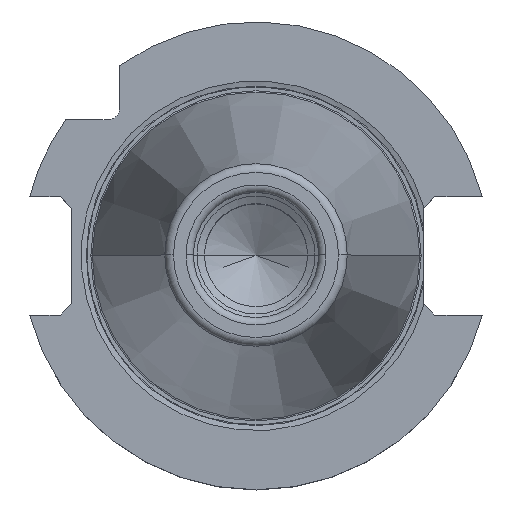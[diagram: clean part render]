
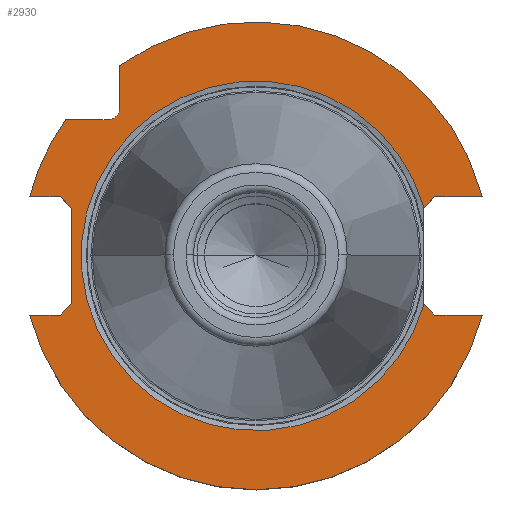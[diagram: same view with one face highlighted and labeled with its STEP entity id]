
A CAD part, top view. The second image highlights one B-rep face of the part: STEP entity #2930.
In plain terms, the highlighted planar face has unit normal (0, 0, 1).
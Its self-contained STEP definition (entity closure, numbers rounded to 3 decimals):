
#264=CARTESIAN_POINT('',(0.,0.,-3.2));
#265=DIRECTION('',(0.,0.,1.));
#266=DIRECTION('',(-0.813,0.582,0.));
#267=AXIS2_PLACEMENT_3D('',#264,#265,#266);
#280=CARTESIAN_POINT('',(0.,0.,-3.2));
#281=DIRECTION('',(0.,0.,1.));
#282=DIRECTION('',(-0.967,-0.253,0.));
#283=AXIS2_PLACEMENT_3D('',#280,#281,#282);
#296=CARTESIAN_POINT('',(0.,0.,-3.2));
#297=DIRECTION('',(0.,0.,1.));
#298=DIRECTION('',(0.967,0.253,0.));
#299=AXIS2_PLACEMENT_3D('',#296,#297,#298);
#852=CARTESIAN_POINT('',(-20.1,20.1,-3.2));
#853=DIRECTION('',(0.,0.,-1.));
#854=DIRECTION('',(1.,0.,0.));
#855=AXIS2_PLACEMENT_3D('',#852,#853,#854);
#868=DIRECTION('',(-1.,0.,0.));
#869=VECTOR('',#868,6.438);
#870=CARTESIAN_POINT('',(30.738,-8.05,-3.2));
#871=LINE('',#870,#869);
#875=DIRECTION('',(1.,0.,0.));
#876=VECTOR('',#875,4.138);
#877=CARTESIAN_POINT('',(-30.738,-8.05,-3.2));
#878=LINE('',#877,#876);
#882=DIRECTION('',(-0.707,-0.707,0.));
#883=VECTOR('',#882,2.263);
#884=CARTESIAN_POINT('',(-25.,-6.45,-3.2));
#885=LINE('',#884,#883);
#889=DIRECTION('',(0.,-1.,0.));
#890=VECTOR('',#889,12.9);
#891=CARTESIAN_POINT('',(-25.,6.45,-3.2));
#892=LINE('',#891,#890);
#896=DIRECTION('',(-0.707,0.707,0.));
#897=VECTOR('',#896,2.263);
#898=CARTESIAN_POINT('',(-25.,6.45,-3.2));
#899=LINE('',#898,#897);
#903=DIRECTION('',(1.,0.,0.));
#904=VECTOR('',#903,4.138);
#905=CARTESIAN_POINT('',(-30.738,8.05,-3.2));
#906=LINE('',#905,#904);
#910=DIRECTION('',(1.,0.,0.));
#911=VECTOR('',#910,5.734);
#912=CARTESIAN_POINT('',(-25.834,18.5,-3.2));
#913=LINE('',#912,#911);
#917=DIRECTION('',(0.,-1.,0.));
#918=VECTOR('',#917,5.734);
#919=CARTESIAN_POINT('',(-18.5,25.834,-3.2));
#920=LINE('',#919,#918);
#924=DIRECTION('',(-1.,0.,0.));
#925=VECTOR('',#924,6.438);
#926=CARTESIAN_POINT('',(30.738,8.05,-3.2));
#927=LINE('',#926,#925);
#931=DIRECTION('',(-0.707,-0.707,0.));
#932=VECTOR('',#931,2.095);
#933=CARTESIAN_POINT('',(24.3,8.05,-3.2));
#934=LINE('',#933,#932);
#938=DIRECTION('',(-0.707,0.707,0.));
#939=VECTOR('',#938,2.095);
#940=CARTESIAN_POINT('',(24.3,-8.05,-3.2));
#941=LINE('',#940,#939);
#1017=CARTESIAN_POINT('',(0.,0.,-3.2));
#1018=DIRECTION('',(0.,0.,-1.));
#1019=DIRECTION('',(0.961,-0.277,0.));
#1020=AXIS2_PLACEMENT_3D('',#1017,#1018,#1019);
#2000=CARTESIAN_POINT('',(-18.5,20.1,-3.2));
#2001=CARTESIAN_POINT('',(-20.1,18.5,-3.2));
#2002=VERTEX_POINT('',#2000);
#2003=VERTEX_POINT('',#2001);
#2032=CARTESIAN_POINT('',(-25.,-6.45,-3.2));
#2034=VERTEX_POINT('',#2032);
#2036=CARTESIAN_POINT('',(-26.6,-8.05,-3.2));
#2038=VERTEX_POINT('',#2036);
#2041=CARTESIAN_POINT('',(-25.,6.45,-3.2));
#2043=VERTEX_POINT('',#2041);
#2045=CARTESIAN_POINT('',(-26.6,8.05,-3.2));
#2047=VERTEX_POINT('',#2045);
#2074=CARTESIAN_POINT('',(-18.5,25.834,-3.2));
#2075=VERTEX_POINT('',#2074);
#2076=CARTESIAN_POINT('',(-25.834,18.5,-3.2));
#2077=VERTEX_POINT('',#2076);
#2104=CARTESIAN_POINT('',(-30.738,-8.05,-3.2));
#2106=VERTEX_POINT('',#2104);
#2110=CARTESIAN_POINT('',(-30.738,8.05,-3.2));
#2112=VERTEX_POINT('',#2110);
#2134=CARTESIAN_POINT('',(30.738,-8.05,-3.2));
#2136=VERTEX_POINT('',#2134);
#2142=CARTESIAN_POINT('',(30.738,8.05,-3.2));
#2144=VERTEX_POINT('',#2142);
#2150=CARTESIAN_POINT('',(24.3,-8.05,-3.2));
#2151=VERTEX_POINT('',#2150);
#2152=CARTESIAN_POINT('',(22.819,-6.569,-3.2));
#2153=VERTEX_POINT('',#2152);
#2154=CARTESIAN_POINT('',(24.3,8.05,-3.2));
#2155=VERTEX_POINT('',#2154);
#2156=CARTESIAN_POINT('',(22.819,6.569,-3.2));
#2157=VERTEX_POINT('',#2156);
#2899=CARTESIAN_POINT('',(0.,0.,-3.2));
#2900=DIRECTION('',(0.,0.,-1.));
#2901=DIRECTION('',(-1.,0.,0.));
#2902=AXIS2_PLACEMENT_3D('',#2899,#2900,#2901);
#2903=PLANE('',#2902);
#2905=ORIENTED_EDGE('',*,*,#2904,.F.);
#2906=ORIENTED_EDGE('',*,*,#2507,.F.);
#2908=ORIENTED_EDGE('',*,*,#2907,.T.);
#2910=ORIENTED_EDGE('',*,*,#2909,.F.);
#2911=ORIENTED_EDGE('',*,*,#2314,.F.);
#2912=ORIENTED_EDGE('',*,*,#2432,.T.);
#2913=ORIENTED_EDGE('',*,*,#2462,.F.);
#2914=ORIENTED_EDGE('',*,*,#2477,.F.);
#2915=ORIENTED_EDGE('',*,*,#2879,.T.);
#2916=ORIENTED_EDGE('',*,*,#2890,.F.);
#2918=ORIENTED_EDGE('',*,*,#2917,.F.);
#2919=ORIENTED_EDGE('',*,*,#2534,.F.);
#2921=ORIENTED_EDGE('',*,*,#2920,.T.);
#2923=ORIENTED_EDGE('',*,*,#2922,.T.);
#2925=ORIENTED_EDGE('',*,*,#2924,.F.);
#2927=ORIENTED_EDGE('',*,*,#2926,.F.);
#2928=EDGE_LOOP('',(#2905,#2906,#2908,#2910,#2911,#2912,#2913,#2914,#2915,#2916,
#2918,#2919,#2921,#2923,#2925,#2927));
#2929=FACE_OUTER_BOUND('',#2928,.F.);
#268=CIRCLE('',#267,31.775);
#284=CIRCLE('',#283,31.775);
#300=CIRCLE('',#299,31.775);
#856=CIRCLE('',#855,1.6);
#1021=CIRCLE('',#1020,23.746);
#2314=EDGE_CURVE('',#2043,#2034,#892,.T.);
#2432=EDGE_CURVE('',#2043,#2047,#899,.T.);
#2462=EDGE_CURVE('',#2112,#2047,#906,.T.);
#2477=EDGE_CURVE('',#2077,#2112,#268,.T.);
#2507=EDGE_CURVE('',#2106,#2136,#284,.T.);
#2534=EDGE_CURVE('',#2144,#2075,#300,.T.);
#2879=EDGE_CURVE('',#2077,#2003,#913,.T.);
#2890=EDGE_CURVE('',#2002,#2003,#856,.T.);
#2904=EDGE_CURVE('',#2136,#2151,#871,.T.);
#2907=EDGE_CURVE('',#2106,#2038,#878,.T.);
#2909=EDGE_CURVE('',#2034,#2038,#885,.T.);
#2917=EDGE_CURVE('',#2075,#2002,#920,.T.);
#2920=EDGE_CURVE('',#2144,#2155,#927,.T.);
#2922=EDGE_CURVE('',#2155,#2157,#934,.T.);
#2924=EDGE_CURVE('',#2153,#2157,#1021,.T.);
#2926=EDGE_CURVE('',#2151,#2153,#941,.T.);
#2930=ADVANCED_FACE('',(#2929),#2903,.F.);
